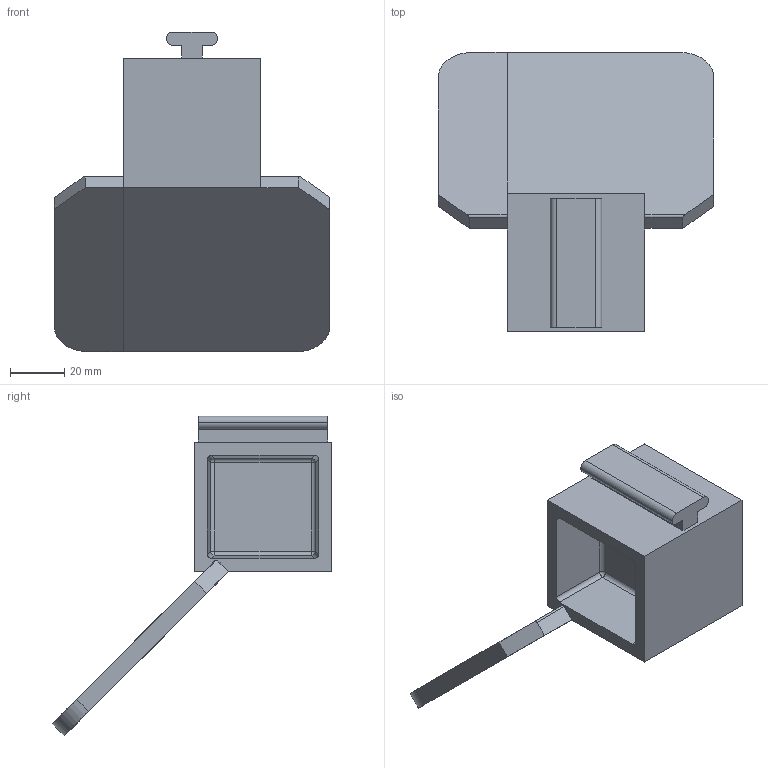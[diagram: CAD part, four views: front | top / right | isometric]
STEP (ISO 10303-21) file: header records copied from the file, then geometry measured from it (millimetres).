
FILE_DESCRIPTION(('CATIA V5 STEP Exchange','CAx-IF Rec.Pracs.--- Model Styling and Organization---1.4--- 2014-01-23'),'2;1');
FILE_NAME('DE56-B 2.00 INDEX.stp','2020-01-30T19:26:08+00:00',('none'),('none'),'CATIA Version 5-6 Release 2019 SP3','CATIA V5 STEP AP214 Edition 3 v1','none');
FILE_SCHEMA(('AUTOMOTIVE_DESIGN { 1 0 10303 214 3 1 1 1 }'));
Length unit declared in the file: inch
Products named in the file (1): DE56-B 2.00 INDEX
Bounding box: 101.6 x 103.21 x 117.96 mm (x, y, z)
Volume: 117346.9 mm3; surface area: 41219.5 mm2
Topology: 1 solids, 1 shells, 108 faces, 275 edges, 162 vertices
Faces by surface type: plane 45, cylinder 38, sphere 12, bspline 8, torus 4, cone 1
Entity records: 3456 total; most frequent: CARTESIAN_POINT 1136, ORIENTED_EDGE 526, DIRECTION 367, EDGE_CURVE 263, AXIS2_PLACEMENT_3D 168, VERTEX_POINT 162, VECTOR 120, LINE 120
